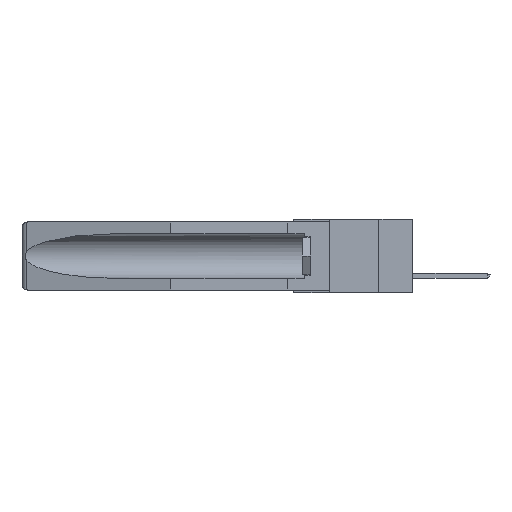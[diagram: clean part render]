
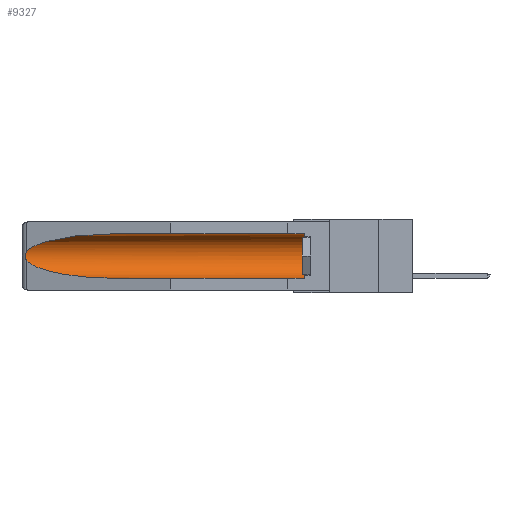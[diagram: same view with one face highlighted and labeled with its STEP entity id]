
A CAD part, left-side view. The second image highlights one B-rep face of the part: STEP entity #9327.
In plain terms, the highlighted cylindrical face has radius 2.857 mm (diameter 5.715 mm), a partial arc.
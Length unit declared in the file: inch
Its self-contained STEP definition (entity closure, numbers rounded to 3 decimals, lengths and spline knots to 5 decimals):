
#201 = CARTESIAN_POINT ( 'NONE',  ( 0.155, -0.30754, -0.284 ) ) ;
#223 = CARTESIAN_POINT ( 'NONE',  ( 0.155, -0.30754, -0.059 ) ) ;
#240 = EDGE_CURVE ( 'NONE', #9340, #19272, #11193, .T. ) ;
#444 = AXIS2_PLACEMENT_3D ( 'NONE', #9039, #3771, #13932 ) ;
#2916 = FACE_OUTER_BOUND ( 'NONE', #13373, .T. ) ;
#3194 = CARTESIAN_POINT ( 'NONE',  ( 0.26537, 1.52718, -0.14972 ) ) ;
#3232 = CARTESIAN_POINT ( 'NONE',  ( 0.155, 1.07973, -0.284 ) ) ;
#3579 = VERTEX_POINT ( 'NONE', #13766 ) ;
#3771 = DIRECTION ( 'NONE',  ( 0., 1., 0. ) ) ;
#3929 = CARTESIAN_POINT ( 'NONE',  ( 0.155, 0.126, -0.284 ) ) ;
#4086 = ORIENTED_EDGE ( 'NONE', *, *, #240, .T. ) ;
#4220 = DIRECTION ( 'NONE',  ( 0., 0., 1. ) ) ;
#4287 = DIRECTION ( 'NONE',  ( 0., -1., 0. ) ) ;
#4332 = VERTEX_POINT ( 'NONE', #18928 ) ;
#4455 = B_SPLINE_CURVE_WITH_KNOTS ( 'NONE', 3,
 ( #20270, #8651, #14201, #16915, #6885, #21894, #18716, #18642, #4863, #8490 ),
 .UNSPECIFIED., .F., .F.,
 ( 4, 2, 2, 2, 4 ),
 ( 0., 0.00029, 0.00058, 0.00087, 0.00117 ),
 .UNSPECIFIED. ) ;
#4570 = LINE ( 'NONE', #223, #8075 ) ;
#4863 = CARTESIAN_POINT ( 'NONE',  ( 0.26597, 1.5296, -0.19026 ) ) ;
#5255 = EDGE_CURVE ( 'NONE', #15144, #3579, #19262, .T. ) ;
#5626 = CARTESIAN_POINT ( 'NONE',  ( 0.155, 1.07973, -0.284 ) ) ;
#5790 = CARTESIAN_POINT ( 'NONE',  ( 0.25451, 1.48313, -0.09465 ) ) ;
#6615 = ORIENTED_EDGE ( 'NONE', *, *, #19370, .F. ) ;
#6885 = CARTESIAN_POINT ( 'NONE',  ( 0.2675, 1.53308, -0.16763 ) ) ;
#7733 = EDGE_CURVE ( 'NONE', #3579, #9340, #4570, .T. ) ;
#8075 = VECTOR ( 'NONE', #17150, 39.37008 ) ;
#8357 = VECTOR ( 'NONE', #12109, 39.37008 ) ;
#8490 = CARTESIAN_POINT ( 'NONE',  ( 0.26537, 1.52718, -0.19328 ) ) ;
#8651 = CARTESIAN_POINT ( 'NONE',  ( 0.26597, 1.52961, -0.15275 ) ) ;
#9039 = CARTESIAN_POINT ( 'NONE',  ( 0.155, -0.30754, -0.1715 ) ) ;
#9327 = ADVANCED_FACE ( 'NONE', ( #2916 ), #21645, .F. ) ;
#9340 = VERTEX_POINT ( 'NONE', #20746 ) ;
#9841 = CARTESIAN_POINT ( 'NONE',  ( 0.21114, 1.30732, -0.284 ) ) ;
#10480 = ORIENTED_EDGE ( 'NONE', *, *, #22181, .T. ) ;
#11193 =( BOUNDED_CURVE ( )  B_SPLINE_CURVE ( 3, ( #14319, #21262, #5790, #17767 ),
 .UNSPECIFIED., .F., .F. ) 
 B_SPLINE_CURVE_WITH_KNOTS ( ( 4, 4 ),
 ( 4.71239, 6.08839 ),
 .UNSPECIFIED. ) 
 CURVE ( )  GEOMETRIC_REPRESENTATION_ITEM ( )  RATIONAL_B_SPLINE_CURVE ( ( 1., 0.848, 0.848, 1. ) ) 
 REPRESENTATION_ITEM ( '' )  );
#12109 = DIRECTION ( 'NONE',  ( 0., 1., 0. ) ) ;
#12158 = AXIS2_PLACEMENT_3D ( 'NONE', #14331, #4287, #4220 ) ;
#13373 = EDGE_LOOP ( 'NONE', ( #4086, #10480, #20114, #6615, #21506, #19989 ) ) ;
#13460 = CARTESIAN_POINT ( 'NONE',  ( 0.25451, 1.48313, -0.24835 ) ) ;
#13766 = CARTESIAN_POINT ( 'NONE',  ( 0.155, 0.126, -0.059 ) ) ;
#13932 = DIRECTION ( 'NONE',  ( 0., 0., 1. ) ) ;
#14201 = CARTESIAN_POINT ( 'NONE',  ( 0.26654, 1.53092, -0.15636 ) ) ;
#14319 = CARTESIAN_POINT ( 'NONE',  ( 0.155, 1.07973, -0.059 ) ) ;
#14331 = CARTESIAN_POINT ( 'NONE',  ( 0.155, 0.126, -0.1715 ) ) ;
#14898 = EDGE_CURVE ( 'NONE', #4332, #16814, #21451, .T. ) ;
#15052 = CARTESIAN_POINT ( 'NONE',  ( 0.26537, 1.52718, -0.19328 ) ) ;
#15144 = VERTEX_POINT ( 'NONE', #3929 ) ;
#16814 = VERTEX_POINT ( 'NONE', #5626 ) ;
#16915 = CARTESIAN_POINT ( 'NONE',  ( 0.2673, 1.5327, -0.16383 ) ) ;
#17150 = DIRECTION ( 'NONE',  ( 0., 1., 0. ) ) ;
#17767 = CARTESIAN_POINT ( 'NONE',  ( 0.26537, 1.52718, -0.14972 ) ) ;
#18235 = LINE ( 'NONE', #201, #8357 ) ;
#18642 = CARTESIAN_POINT ( 'NONE',  ( 0.26655, 1.53094, -0.18657 ) ) ;
#18716 = CARTESIAN_POINT ( 'NONE',  ( 0.2673, 1.53269, -0.17917 ) ) ;
#18928 = CARTESIAN_POINT ( 'NONE',  ( 0.26537, 1.52718, -0.19328 ) ) ;
#19262 = CIRCLE ( 'NONE', #12158, 0.1125 ) ;
#19272 = VERTEX_POINT ( 'NONE', #3194 ) ;
#19370 = EDGE_CURVE ( 'NONE', #15144, #16814, #18235, .T. ) ;
#19989 = ORIENTED_EDGE ( 'NONE', *, *, #7733, .T. ) ;
#20114 = ORIENTED_EDGE ( 'NONE', *, *, #14898, .T. ) ;
#20270 = CARTESIAN_POINT ( 'NONE',  ( 0.26537, 1.52718, -0.14972 ) ) ;
#20746 = CARTESIAN_POINT ( 'NONE',  ( 0.155, 1.07973, -0.059 ) ) ;
#21262 = CARTESIAN_POINT ( 'NONE',  ( 0.21114, 1.30732, -0.059 ) ) ;
#21451 =( BOUNDED_CURVE ( )  B_SPLINE_CURVE ( 3, ( #15052, #13460, #9841, #3232 ),
 .UNSPECIFIED., .F., .F. ) 
 B_SPLINE_CURVE_WITH_KNOTS ( ( 4, 4 ),
 ( 0.1948, 1.5708 ),
 .UNSPECIFIED. ) 
 CURVE ( )  GEOMETRIC_REPRESENTATION_ITEM ( )  RATIONAL_B_SPLINE_CURVE ( ( 1., 0.848, 0.848, 1. ) ) 
 REPRESENTATION_ITEM ( '' )  );
#21506 = ORIENTED_EDGE ( 'NONE', *, *, #5255, .T. ) ;
#21645 = CYLINDRICAL_SURFACE ( 'NONE', #444, 0.1125 ) ;
#21894 = CARTESIAN_POINT ( 'NONE',  ( 0.2675, 1.53308, -0.17534 ) ) ;
#22181 = EDGE_CURVE ( 'NONE', #19272, #4332, #4455, .T. ) ;
